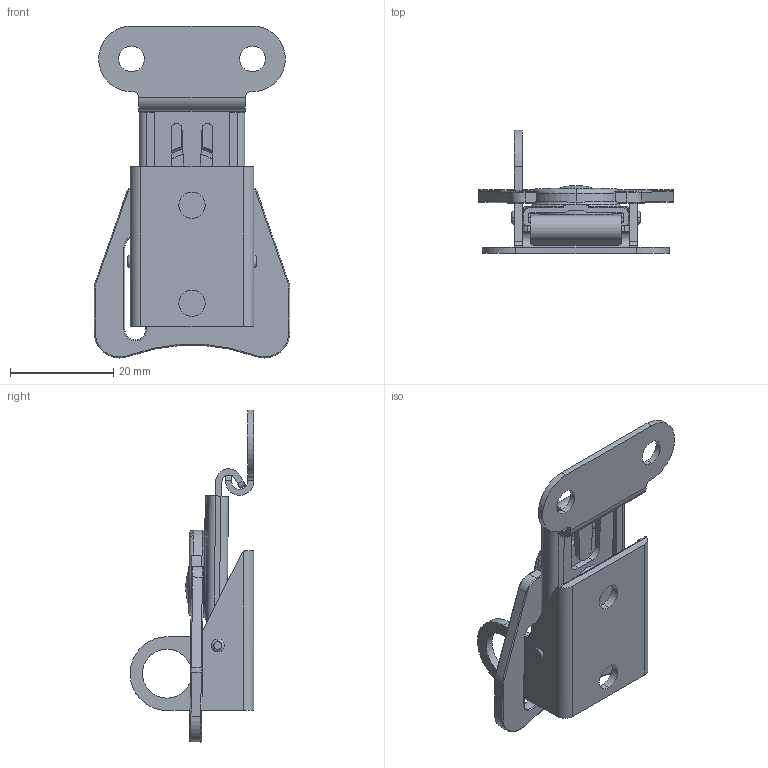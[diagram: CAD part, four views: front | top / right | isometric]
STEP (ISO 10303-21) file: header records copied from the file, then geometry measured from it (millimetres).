
FILE_DESCRIPTION (( 'STEP AP214' ), '1' );
FILE_NAME ('04226-Hold Down Latch Butterfly Catch Medium Padlockable Zinc Plated 56x38mm.STEP', '2018-10-14T22:15:40', ( '' ), ( '' ), 'SwSTEP 2.0', 'SolidWorks 2018', '' );
FILE_SCHEMA (( 'AUTOMOTIVE_DESIGN' ));
Length unit declared in the file: millimetre
Products named in the file (8): 4226 Butterfly Catch Med ZP Padlock Base; 4226 Butterfly Catch Med ZP Padlock Slide; 04226-Hold Down Latch Butterfly Catch Medium Padlockable Zinc Plated 56x38mm; 4226 Butterfly Catch Med ZP Padlock Keeper; 4226 Butterfly Catch Med ZP Padlock Cap; 4226 Butterfly Catch Med ZP Padlock Tab; 4226 Butterfly Catch Med ZP Padlock Claw; 4226 Butterfly Catch Med ZP Padlock Cam
Assembly tree (7 placements, depth 2):
  04226-Hold Down Latch Butterfly Catch Medium Padlockable Zinc Plated 56x38mm
    4226 Butterfly Catch Med ZP Padlock Base
    4226 Butterfly Catch Med ZP Padlock Slide
    4226 Butterfly Catch Med ZP Padlock Claw
    4226 Butterfly Catch Med ZP Padlock Cam
    4226 Butterfly Catch Med ZP Padlock Cap
    4226 Butterfly Catch Med ZP Padlock Tab
    4226 Butterfly Catch Med ZP Padlock Keeper
Bounding box: 38 x 24 x 64.4 mm (x, y, z)
Volume: 7221.4 mm3; surface area: 10920.2 mm2
Topology: 7 solids, 7 shells, 547 faces, 1430 edges, 926 vertices
Faces by surface type: plane 260, cylinder 119, bspline 118, torus 43, sphere 5, cone 2
Entity records: 23464 total; most frequent: CARTESIAN_POINT 10284, ORIENTED_EDGE 2846, DIRECTION 2362, EDGE_CURVE 1423, VERTEX_POINT 924, VECTOR 838, LINE 838, AXIS2_PLACEMENT_3D 762
